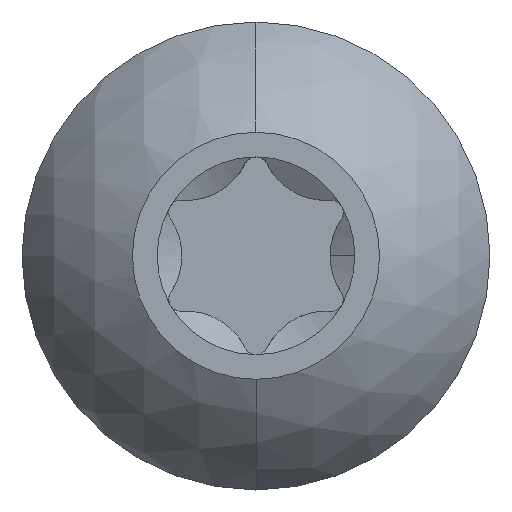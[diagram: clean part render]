
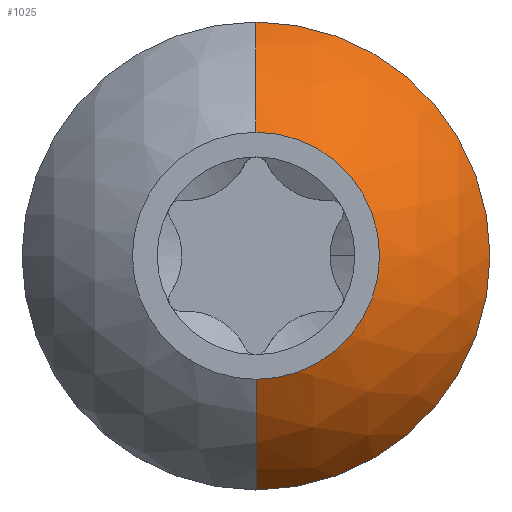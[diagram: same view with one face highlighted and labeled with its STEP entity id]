
A CAD part, top view. The second image highlights one B-rep face of the part: STEP entity #1025.
In plain terms, the highlighted spherical face has radius 1.272 mm.
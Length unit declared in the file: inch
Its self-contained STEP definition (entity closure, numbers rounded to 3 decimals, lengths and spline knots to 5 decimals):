
#46 = VERTEX_POINT ( 'NONE', #1544 ) ;
#93 = EDGE_CURVE ( 'NONE', #799, #2683, #1924, .T. ) ;
#100 = DIRECTION ( 'NONE',  ( 1., 0., 0. ) ) ;
#122 = CIRCLE ( 'NONE', #2088, 0.0445 ) ;
#215 = EDGE_CURVE ( 'NONE', #46, #2133, #1428, .T. ) ;
#289 = AXIS2_PLACEMENT_3D ( 'NONE', #1990, #309, #2276 ) ;
#309 = DIRECTION ( 'NONE',  ( 1., 0., 0. ) ) ;
#574 = CARTESIAN_POINT ( 'NONE',  ( 0.0445, 0., -0.02125 ) ) ;
#692 = DIRECTION ( 'NONE',  ( -1., 0., 0. ) ) ;
#752 = CARTESIAN_POINT ( 'NONE',  ( 0., 0., 0. ) ) ;
#799 = VERTEX_POINT ( 'NONE', #574 ) ;
#811 = AXIS2_PLACEMENT_3D ( 'NONE', #2383, #692, #2673 ) ;
#830 = AXIS2_PLACEMENT_3D ( 'NONE', #2359, #100, #2649 ) ;
#1019 = DIRECTION ( 'NONE',  ( 1., 0., 0. ) ) ;
#1025 = ADVANCED_FACE ( 'NONE', ( #2694 ), #1179, .T. ) ;
#1047 = DIRECTION ( 'NONE',  ( 1., 0., 0. ) ) ;
#1179 = SPHERICAL_SURFACE ( 'NONE', #830, 0.05008 ) ;
#1285 = CARTESIAN_POINT ( 'NONE',  ( 0., 0., -0.02125 ) ) ;
#1418 = CARTESIAN_POINT ( 'NONE',  ( 0., 0., -0.02125 ) ) ;
#1428 = CIRCLE ( 'NONE', #2960, 0.0235 ) ;
#1489 = EDGE_CURVE ( 'NONE', #2683, #2133, #2167, .T. ) ;
#1491 = CARTESIAN_POINT ( 'NONE',  ( 0., -0.0445, -0.02125 ) ) ;
#1543 = DIRECTION ( 'NONE',  ( 1., 0., 0. ) ) ;
#1544 = CARTESIAN_POINT ( 'NONE',  ( 0., -0.0235, 0. ) ) ;
#1924 = CIRCLE ( 'NONE', #2385, 0.0445 ) ;
#1978 = ORIENTED_EDGE ( 'NONE', *, *, #93, .T. ) ;
#1990 = CARTESIAN_POINT ( 'NONE',  ( 0., 0., -0.04422 ) ) ;
#2076 = VERTEX_POINT ( 'NONE', #1491 ) ;
#2088 = AXIS2_PLACEMENT_3D ( 'NONE', #1285, #3246, #1543 ) ;
#2133 = VERTEX_POINT ( 'NONE', #2370 ) ;
#2143 = ORIENTED_EDGE ( 'NONE', *, *, #2896, .F. ) ;
#2167 = CIRCLE ( 'NONE', #289, 0.05008 ) ;
#2223 = ORIENTED_EDGE ( 'NONE', *, *, #1489, .T. ) ;
#2242 = EDGE_CURVE ( 'NONE', #2076, #799, #122, .T. ) ;
#2254 = ORIENTED_EDGE ( 'NONE', *, *, #215, .F. ) ;
#2276 = DIRECTION ( 'NONE',  ( 0., 1., 0. ) ) ;
#2297 = CARTESIAN_POINT ( 'NONE',  ( 0., 0.0445, -0.02125 ) ) ;
#2351 = ORIENTED_EDGE ( 'NONE', *, *, #2242, .T. ) ;
#2359 = CARTESIAN_POINT ( 'NONE',  ( 0., 0., -0.04422 ) ) ;
#2370 = CARTESIAN_POINT ( 'NONE',  ( 0., 0.0235, 0. ) ) ;
#2383 = CARTESIAN_POINT ( 'NONE',  ( 0., 0., -0.04422 ) ) ;
#2385 = AXIS2_PLACEMENT_3D ( 'NONE', #1418, #2553, #1019 ) ;
#2553 = DIRECTION ( 'NONE',  ( 0., 0., 1. ) ) ;
#2576 = EDGE_LOOP ( 'NONE', ( #2351, #1978, #2223, #2254, #2143 ) ) ;
#2649 = DIRECTION ( 'NONE',  ( 0., -1., 0. ) ) ;
#2673 = DIRECTION ( 'NONE',  ( 0., -1., 0. ) ) ;
#2683 = VERTEX_POINT ( 'NONE', #2297 ) ;
#2694 = FACE_OUTER_BOUND ( 'NONE', #2576, .T. ) ;
#2740 = DIRECTION ( 'NONE',  ( 0., 0., 1. ) ) ;
#2896 = EDGE_CURVE ( 'NONE', #2076, #46, #3163, .T. ) ;
#2960 = AXIS2_PLACEMENT_3D ( 'NONE', #752, #2740, #1047 ) ;
#3163 = CIRCLE ( 'NONE', #811, 0.05008 ) ;
#3246 = DIRECTION ( 'NONE',  ( 0., 0., 1. ) ) ;
